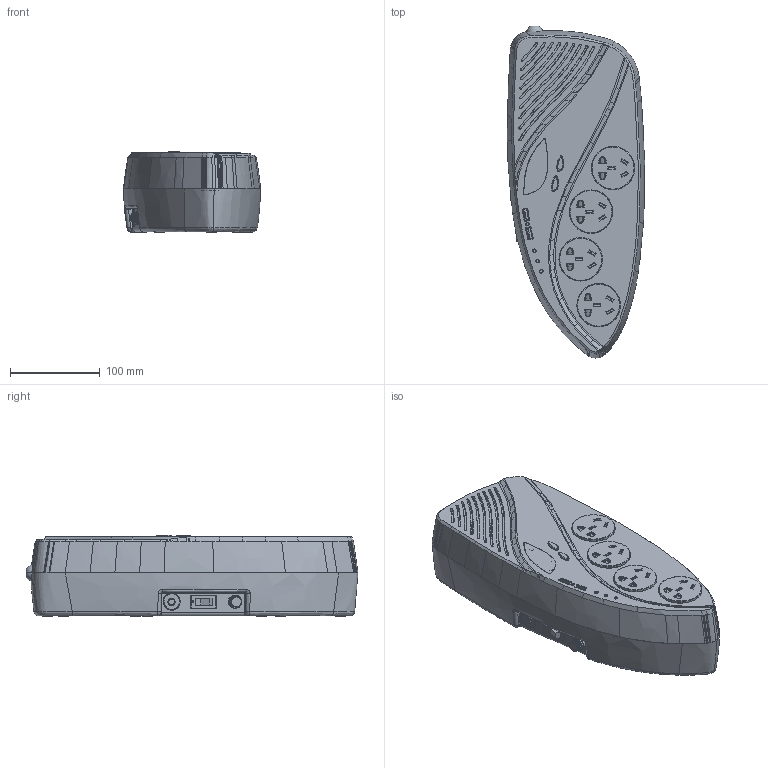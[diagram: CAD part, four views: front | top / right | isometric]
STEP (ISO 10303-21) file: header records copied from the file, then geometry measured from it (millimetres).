
FILE_DESCRIPTION(/* description */ (''),/* implementation_level */ '2;1');
FILE_NAME(/* name */ '(润色过)AVR-P-2KVA20250610.stp',/* time_stamp */ '2025-06-10T09:12:39+08:00',/* author */ (''),/* organization */ (''),/* preprocessor_version */ 'ST-DEVELOPER v20',/* originating_system */ 'SIEMENS PLM Software NX2312.1700',/* authorisation */ '');
FILE_SCHEMA (('AUTOMOTIVE_DESIGN { 1 0 10303 214 3 1 1 1 }'));
Products named in the file (6): 圆形插座_stp97; 保险98; AVR-P-2K船型开关99; PUSE; USB; (润色过)AVR-P-2KVA20250610
Assembly tree (9 placements, depth 2):
  (润色过)AVR-P-2KVA20250610
    USB  x2
    PUSE
    AVR-P-2K船型开关99
    保险98
    圆形插座_stp97  x4
Bounding box: 153.07 x 370.4 x 90.94 mm (x, y, z)
Volume: 559076.1 mm3; surface area: 551905.8 mm2
Topology: 37 solids, 37 shells, 6809 faces, 19646 edges, 12898 vertices
Faces by surface type: plane 4522, cylinder 1206, bspline 522, cone 303, torus 122, extrusion 100, sphere 26, revolution 8
Full cylindrical faces by diameter (mm): 1.71 x8, 1.95 x1, 2 x1, 2.012 x8, 2.218 x8, 2.369 x6, 2.374 x4, 2.515 x8, 2.565 x4, 2.923 x13, 3.018 x2, 3.219 x8, 3.326 x2, 3.521 x4, 3.73 x7, 5.03 x8, 5.645 x6, 5.835 x4, 6.036 x12, 6.048 x4, 6.237 x8, 6.841 x4, 7.157 x8, 7.5 x1, 8 x1, 8.064 x5, 9.072 x1, 11 x1, 11.088 x7, 11.5 x1
Entity records: 214519 total; most frequent: CARTESIAN_POINT 88619, ORIENTED_EDGE 25490, DIRECTION 18156, EDGE_CURVE 12745, VERTEX_POINT 8463, VECTOR 6480, LINE 6380, AXIS2_PLACEMENT_3D 5834
